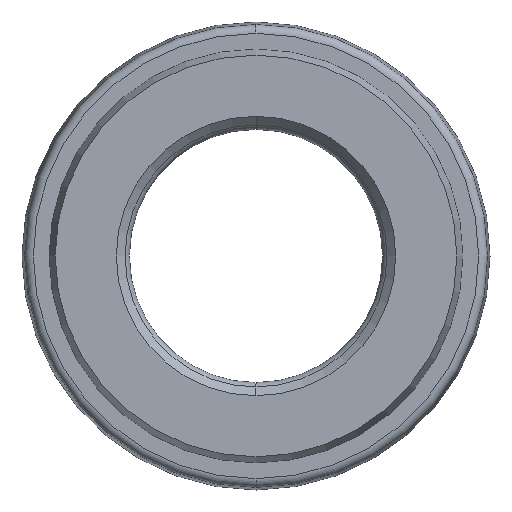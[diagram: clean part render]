
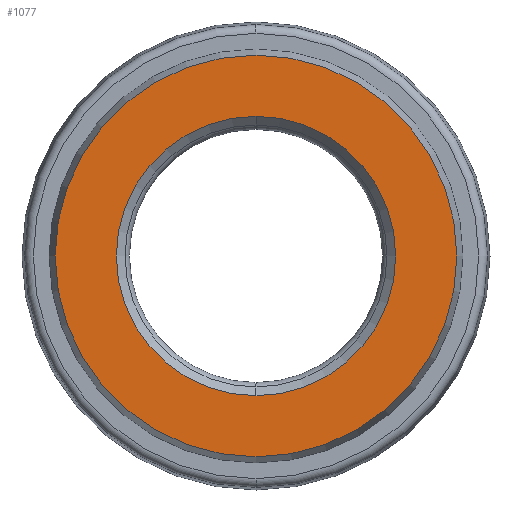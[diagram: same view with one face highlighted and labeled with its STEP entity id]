
A CAD part, left-side view. The second image highlights one B-rep face of the part: STEP entity #1077.
In plain terms, the highlighted planar face has unit normal (-1, 0, 0).
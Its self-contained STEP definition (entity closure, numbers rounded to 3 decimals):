
#96 = CARTESIAN_POINT ( 'NONE',  ( 0., 0., -8. ) ) ;
#101 = VERTEX_POINT ( 'NONE', #220 ) ;
#120 = VERTEX_POINT ( 'NONE', #96 ) ;
#146 = EDGE_LOOP ( 'NONE', ( #805, #785 ) ) ;
#220 = CARTESIAN_POINT ( 'NONE',  ( 0., 0., 8. ) ) ;
#269 = DIRECTION ( 'NONE',  ( 0., 0., -1. ) ) ;
#271 = CARTESIAN_POINT ( 'NONE',  ( 0., 0., 0. ) ) ;
#278 = DIRECTION ( 'NONE',  ( 1., 0., 0. ) ) ;
#284 = AXIS2_PLACEMENT_3D ( 'NONE', #415, #419, #422 ) ;
#306 = EDGE_CURVE ( 'NONE', #101, #120, #1046, .T. ) ;
#317 = AXIS2_PLACEMENT_3D ( 'NONE', #271, #278, #269 ) ;
#345 = EDGE_CURVE ( 'NONE', #120, #101, #1015, .T. ) ;
#360 = EDGE_CURVE ( 'NONE', #804, #770, #1032, .T. ) ;
#364 = EDGE_CURVE ( 'NONE', #770, #804, #1039, .T. ) ;
#415 = CARTESIAN_POINT ( 'NONE',  ( 0., 0., 0. ) ) ;
#419 = DIRECTION ( 'NONE',  ( 1., 0., 0. ) ) ;
#422 = DIRECTION ( 'NONE',  ( 0., 0., -1. ) ) ;
#505 = FACE_OUTER_BOUND ( 'NONE', #767, .T. ) ;
#514 = FACE_BOUND ( 'NONE', #146, .T. ) ;
#531 = DIRECTION ( 'NONE',  ( -1., 0., 0. ) ) ;
#532 = DIRECTION ( 'NONE',  ( 0., 0., 1. ) ) ;
#543 = CARTESIAN_POINT ( 'NONE',  ( 0., 0., 0. ) ) ;
#550 = DIRECTION ( 'NONE',  ( -1., 0., 0. ) ) ;
#563 = CARTESIAN_POINT ( 'NONE',  ( 0., 0., 0. ) ) ;
#565 = DIRECTION ( 'NONE',  ( 0., 0., 1. ) ) ;
#640 = DIRECTION ( 'NONE',  ( 0., 0., -1. ) ) ;
#652 = PLANE ( 'NONE',  #878 ) ;
#653 = CARTESIAN_POINT ( 'NONE',  ( 0., 7.5, 0. ) ) ;
#674 = DIRECTION ( 'NONE',  ( 1., 0., 0. ) ) ;
#678 = CARTESIAN_POINT ( 'NONE',  ( 0., 0., -11.5 ) ) ;
#700 = CARTESIAN_POINT ( 'NONE',  ( 0., 0., 11.5 ) ) ;
#767 = EDGE_LOOP ( 'NONE', ( #792, #802 ) ) ;
#770 = VERTEX_POINT ( 'NONE', #678 ) ;
#785 = ORIENTED_EDGE ( 'NONE', *, *, #345, .T. ) ;
#792 = ORIENTED_EDGE ( 'NONE', *, *, #364, .T. ) ;
#802 = ORIENTED_EDGE ( 'NONE', *, *, #360, .T. ) ;
#804 = VERTEX_POINT ( 'NONE', #700 ) ;
#805 = ORIENTED_EDGE ( 'NONE', *, *, #306, .T. ) ;
#839 = AXIS2_PLACEMENT_3D ( 'NONE', #563, #550, #532 ) ;
#854 = AXIS2_PLACEMENT_3D ( 'NONE', #543, #531, #565 ) ;
#878 = AXIS2_PLACEMENT_3D ( 'NONE', #653, #674, #640 ) ;
#1015 = CIRCLE ( 'NONE', #284, 8. ) ;
#1032 = CIRCLE ( 'NONE', #854, 11.5 ) ;
#1039 = CIRCLE ( 'NONE', #839, 11.5 ) ;
#1046 = CIRCLE ( 'NONE', #317, 8. ) ;
#1077 = ADVANCED_FACE ( 'NONE', ( #514, #505 ), #652, .F. ) ;
